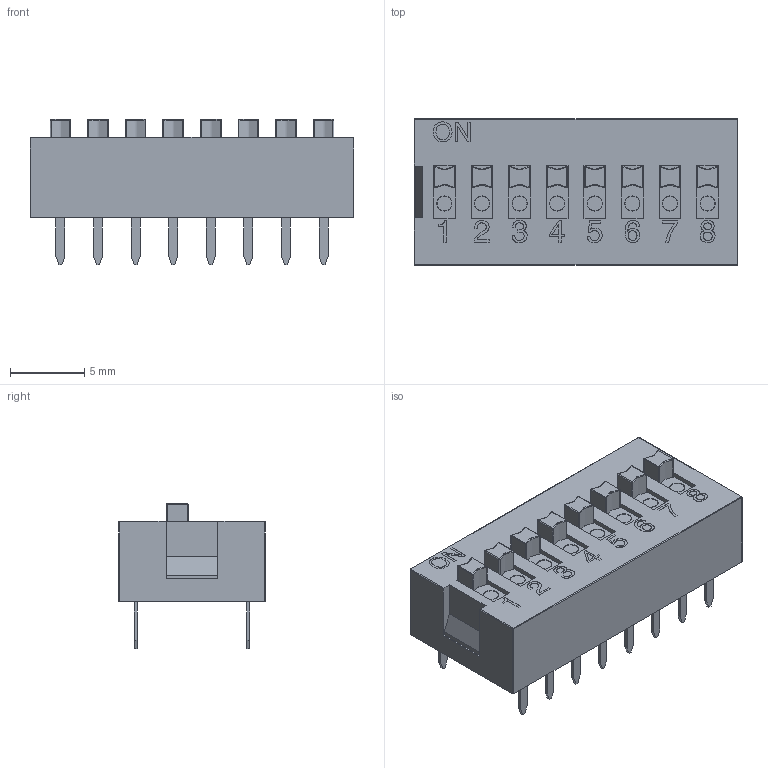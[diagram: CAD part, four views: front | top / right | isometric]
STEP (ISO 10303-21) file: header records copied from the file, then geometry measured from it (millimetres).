
FILE_DESCRIPTION (( 'STEP AP214' ), '1' );
FILE_NAME ('SW-TH_L21.9-W9.9-H5.4-P2.54-R.step', '2022-07-26T17:12:15', ( '' ), ( '' ), 'SwSTEP 2.0', 'SolidWorks 2020', '' );
FILE_SCHEMA (( 'AUTOMOTIVE_DESIGN' ));
Length unit declared in the file: millimetre
Products named in the file (1): SW-TH_L21.9-W9.9-H5.4-P2.54-R
Bounding box: 21.88 x 9.9 x 9.8 mm (x, y, z)
Volume: 1085.3 mm3; surface area: 1013.1 mm2
Topology: 15 solids, 15 shells, 796 faces, 2053 edges, 1314 vertices
Faces by surface type: plane 456, bspline 215, cylinder 73, sphere 36, torus 16
Entity records: 38038 total; most frequent: CARTESIAN_POINT 12103, ORIENTED_EDGE 3970, DIRECTION 2941, EDGE_CURVE 1985, LINE 1357, VECTOR 1357, VERTEX_POINT 1282, EDGE_LOOP 871
